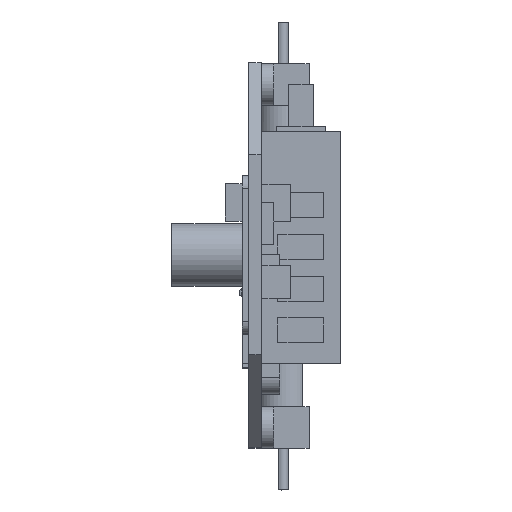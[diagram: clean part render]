
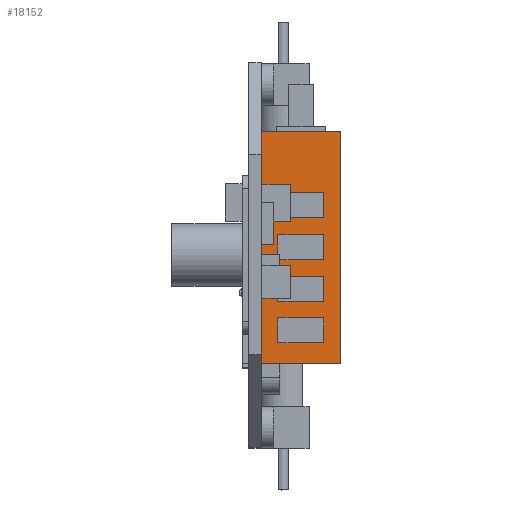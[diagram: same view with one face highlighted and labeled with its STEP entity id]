
A CAD part, top view. The second image highlights one B-rep face of the part: STEP entity #18152.
In plain terms, the highlighted planar face has unit normal (0, 0, 1).
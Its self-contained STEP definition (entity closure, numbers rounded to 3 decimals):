
#1490=FACE_BOUND('',#2953,.T.);
#1491=FACE_BOUND('',#2954,.T.);
#1492=FACE_BOUND('',#2955,.T.);
#1493=FACE_BOUND('',#2956,.T.);
#1941=FACE_OUTER_BOUND('',#2952,.T.);
#2952=EDGE_LOOP('',(#12816,#12817,#12818,#12819));
#2953=EDGE_LOOP('',(#12820,#12821,#12822,#12823));
#2954=EDGE_LOOP('',(#12824,#12825,#12826,#12827));
#2955=EDGE_LOOP('',(#12828,#12829,#12830,#12831));
#2956=EDGE_LOOP('',(#12832,#12833,#12834,#12835));
#4021=LINE('',#24640,#6021);
#4029=LINE('',#24657,#6029);
#4035=LINE('',#24669,#6035);
#4038=LINE('',#24674,#6038);
#4045=LINE('',#24688,#6045);
#4053=LINE('',#24705,#6053);
#4059=LINE('',#24717,#6059);
#4062=LINE('',#24722,#6062);
#4069=LINE('',#24736,#6069);
#4077=LINE('',#24753,#6077);
#4083=LINE('',#24765,#6083);
#4086=LINE('',#24770,#6086);
#4093=LINE('',#24784,#6093);
#4101=LINE('',#24801,#6101);
#4107=LINE('',#24813,#6107);
#4110=LINE('',#24818,#6110);
#4192=LINE('',#25002,#6192);
#4201=LINE('',#25020,#6201);
#4207=LINE('',#25030,#6207);
#4209=LINE('',#25033,#6209);
#6021=VECTOR('',#20477,10.);
#6029=VECTOR('',#20489,10.);
#6035=VECTOR('',#20499,10.);
#6038=VECTOR('',#20504,10.);
#6045=VECTOR('',#20517,10.);
#6053=VECTOR('',#20529,10.);
#6059=VECTOR('',#20539,10.);
#6062=VECTOR('',#20544,10.);
#6069=VECTOR('',#20557,10.);
#6077=VECTOR('',#20569,10.);
#6083=VECTOR('',#20579,10.);
#6086=VECTOR('',#20584,10.);
#6093=VECTOR('',#20597,10.);
#6101=VECTOR('',#20609,10.);
#6107=VECTOR('',#20619,10.);
#6110=VECTOR('',#20624,10.);
#6192=VECTOR('',#20786,10.);
#6201=VECTOR('',#20801,10.);
#6207=VECTOR('',#20811,10.);
#6209=VECTOR('',#20815,10.);
#8016=VERTEX_POINT('',#24638);
#8017=VERTEX_POINT('',#24639);
#8024=VERTEX_POINT('',#24656);
#8028=VERTEX_POINT('',#24668);
#8032=VERTEX_POINT('',#24686);
#8033=VERTEX_POINT('',#24687);
#8040=VERTEX_POINT('',#24704);
#8044=VERTEX_POINT('',#24716);
#8048=VERTEX_POINT('',#24734);
#8049=VERTEX_POINT('',#24735);
#8056=VERTEX_POINT('',#24752);
#8060=VERTEX_POINT('',#24764);
#8064=VERTEX_POINT('',#24782);
#8065=VERTEX_POINT('',#24783);
#8072=VERTEX_POINT('',#24800);
#8076=VERTEX_POINT('',#24812);
#8136=VERTEX_POINT('',#24995);
#8139=VERTEX_POINT('',#25000);
#8145=VERTEX_POINT('',#25018);
#8147=VERTEX_POINT('',#25029);
#9746=EDGE_CURVE('',#8016,#8017,#4021,.T.);
#9754=EDGE_CURVE('',#8017,#8024,#4029,.T.);
#9760=EDGE_CURVE('',#8028,#8016,#4035,.T.);
#9763=EDGE_CURVE('',#8024,#8028,#4038,.T.);
#9770=EDGE_CURVE('',#8032,#8033,#4045,.T.);
#9778=EDGE_CURVE('',#8033,#8040,#4053,.T.);
#9784=EDGE_CURVE('',#8044,#8032,#4059,.T.);
#9787=EDGE_CURVE('',#8040,#8044,#4062,.T.);
#9794=EDGE_CURVE('',#8048,#8049,#4069,.T.);
#9802=EDGE_CURVE('',#8049,#8056,#4077,.T.);
#9808=EDGE_CURVE('',#8060,#8048,#4083,.T.);
#9811=EDGE_CURVE('',#8056,#8060,#4086,.T.);
#9818=EDGE_CURVE('',#8064,#8065,#4093,.T.);
#9826=EDGE_CURVE('',#8065,#8072,#4101,.T.);
#9832=EDGE_CURVE('',#8076,#8064,#4107,.T.);
#9835=EDGE_CURVE('',#8072,#8076,#4110,.T.);
#9925=EDGE_CURVE('',#8139,#8136,#4192,.T.);
#9934=EDGE_CURVE('',#8145,#8139,#4201,.T.);
#9940=EDGE_CURVE('',#8147,#8136,#4207,.T.);
#9942=EDGE_CURVE('',#8145,#8147,#4209,.T.);
#12816=ORIENTED_EDGE('',*,*,#9942,.T.);
#12817=ORIENTED_EDGE('',*,*,#9940,.T.);
#12818=ORIENTED_EDGE('',*,*,#9925,.F.);
#12819=ORIENTED_EDGE('',*,*,#9934,.F.);
#12820=ORIENTED_EDGE('',*,*,#9763,.T.);
#12821=ORIENTED_EDGE('',*,*,#9760,.T.);
#12822=ORIENTED_EDGE('',*,*,#9746,.T.);
#12823=ORIENTED_EDGE('',*,*,#9754,.T.);
#12824=ORIENTED_EDGE('',*,*,#9787,.T.);
#12825=ORIENTED_EDGE('',*,*,#9784,.T.);
#12826=ORIENTED_EDGE('',*,*,#9770,.T.);
#12827=ORIENTED_EDGE('',*,*,#9778,.T.);
#12828=ORIENTED_EDGE('',*,*,#9811,.T.);
#12829=ORIENTED_EDGE('',*,*,#9808,.T.);
#12830=ORIENTED_EDGE('',*,*,#9794,.T.);
#12831=ORIENTED_EDGE('',*,*,#9802,.T.);
#12832=ORIENTED_EDGE('',*,*,#9835,.T.);
#12833=ORIENTED_EDGE('',*,*,#9832,.T.);
#12834=ORIENTED_EDGE('',*,*,#9818,.T.);
#12835=ORIENTED_EDGE('',*,*,#9826,.T.);
#17449=PLANE('',#19277);
#18152=ADVANCED_FACE('',(#1941,#1490,#1491,#1492,#1493),#17449,.T.);
#19277=AXIS2_PLACEMENT_3D('',#25032,#20813,#20814);
#20477=DIRECTION('',(0.,1.,0.));
#20489=DIRECTION('',(1.,0.,0.));
#20499=DIRECTION('',(-1.,0.,0.));
#20504=DIRECTION('',(0.,-1.,0.));
#20517=DIRECTION('',(0.,1.,0.));
#20529=DIRECTION('',(1.,0.,0.));
#20539=DIRECTION('',(-1.,0.,0.));
#20544=DIRECTION('',(0.,-1.,0.));
#20557=DIRECTION('',(1.,0.,0.));
#20569=DIRECTION('',(0.,-1.,0.));
#20579=DIRECTION('',(0.,1.,0.));
#20584=DIRECTION('',(-1.,0.,0.));
#20597=DIRECTION('',(0.,1.,0.));
#20609=DIRECTION('',(1.,0.,0.));
#20619=DIRECTION('',(-1.,0.,0.));
#20624=DIRECTION('',(0.,-1.,0.));
#20786=DIRECTION('',(0.,-1.,0.));
#20801=DIRECTION('',(1.,0.,0.));
#20811=DIRECTION('',(1.,0.,0.));
#20813=DIRECTION('center_axis',(0.,0.,
1.));
#20814=DIRECTION('ref_axis',(0.,-1.,0.));
#20815=DIRECTION('',(0.,-1.,0.));
#24638=CARTESIAN_POINT('',(4.,377.609,130.845));
#24639=CARTESIAN_POINT('',(4.,383.609,130.845));
#24640=CARTESIAN_POINT('',(4.,395.959,130.845));
#24656=CARTESIAN_POINT('',(15.,383.609,130.845));
#24657=CARTESIAN_POINT('',(7.5,383.609,130.845));
#24668=CARTESIAN_POINT('',(15.,377.609,130.845));
#24669=CARTESIAN_POINT('',(2.,377.609,130.845));
#24674=CARTESIAN_POINT('',(15.,392.959,130.845));
#24686=CARTESIAN_POINT('',(4.,367.609,130.845));
#24687=CARTESIAN_POINT('',(4.,373.609,130.845));
#24688=CARTESIAN_POINT('',(4.,390.959,130.845));
#24704=CARTESIAN_POINT('',(15.,373.609,130.845));
#24705=CARTESIAN_POINT('',(7.5,373.609,130.845));
#24716=CARTESIAN_POINT('',(15.,367.609,130.845));
#24717=CARTESIAN_POINT('',(2.,367.609,130.845));
#24722=CARTESIAN_POINT('',(15.,387.959,130.845));
#24734=CARTESIAN_POINT('',(4.,393.609,130.845));
#24735=CARTESIAN_POINT('',(15.,393.609,130.845));
#24736=CARTESIAN_POINT('',(7.5,393.609,130.845));
#24752=CARTESIAN_POINT('',(15.,387.609,130.845));
#24753=CARTESIAN_POINT('',(15.,397.959,130.845));
#24764=CARTESIAN_POINT('',(4.,387.609,130.845));
#24765=CARTESIAN_POINT('',(4.,400.959,130.845));
#24770=CARTESIAN_POINT('',(2.,387.609,130.845));
#24782=CARTESIAN_POINT('',(4.,357.609,130.845));
#24783=CARTESIAN_POINT('',(4.,363.609,130.845));
#24784=CARTESIAN_POINT('',(4.,385.959,130.845));
#24800=CARTESIAN_POINT('',(15.,363.609,130.845));
#24801=CARTESIAN_POINT('',(7.5,363.609,130.845));
#24812=CARTESIAN_POINT('',(15.,357.609,130.845));
#24813=CARTESIAN_POINT('',(2.,357.609,130.845));
#24818=CARTESIAN_POINT('',(15.,382.959,130.845));
#24995=CARTESIAN_POINT('',(19.,352.609,130.845));
#25000=CARTESIAN_POINT('',(19.,408.309,130.845));
#25002=CARTESIAN_POINT('',(19.,394.384,130.845));
#25018=CARTESIAN_POINT('',(0.,408.309,130.845));
#25020=CARTESIAN_POINT('',(0.,408.309,130.845));
#25029=CARTESIAN_POINT('',(0.,352.609,130.845));
#25030=CARTESIAN_POINT('',(0.,352.609,130.845));
#25032=CARTESIAN_POINT('Origin',(0.,408.309,
130.845));
#25033=CARTESIAN_POINT('',(0.,408.309,130.845));
